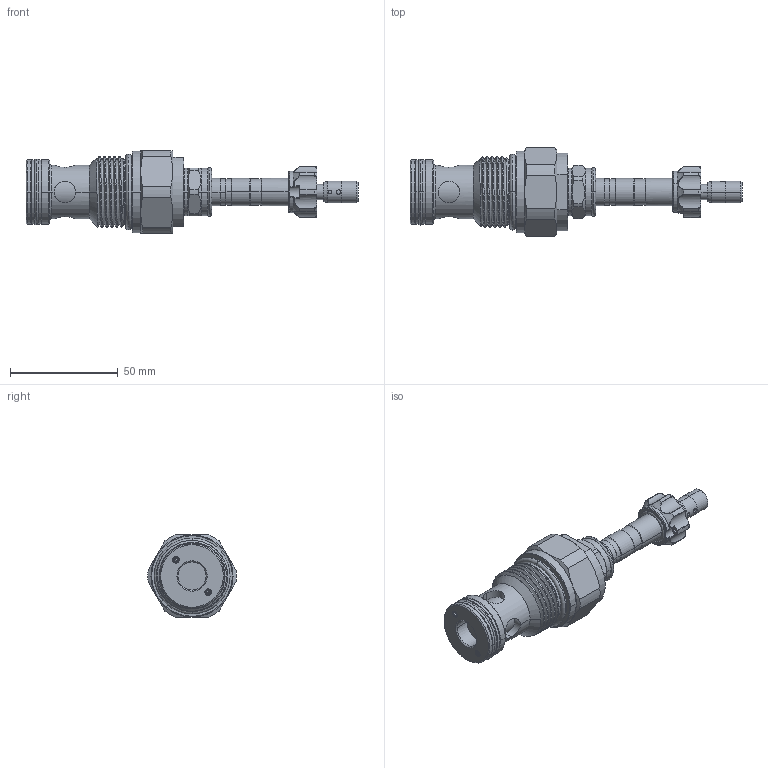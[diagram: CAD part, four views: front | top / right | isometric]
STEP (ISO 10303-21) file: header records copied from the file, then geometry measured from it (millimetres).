
FILE_DESCRIPTION (( 'STEP AP203' ), '1' );
FILE_NAME ('EP21E2A06T95.STEP', '2020-04-16T02:52:12', ( '' ), ( '' ), 'SwSTEP 2.0', 'SolidWorks 2018', '' );
FILE_SCHEMA (( 'CONFIG_CONTROL_DESIGN' ));
Length unit declared in the file: millimetre
Products named in the file (1): EP21E2A06T95
Bounding box: 153.75 x 41.08 x 38 mm (x, y, z)
Volume: 72564.4 mm3; surface area: 19439.9 mm2
Topology: 9 solids, 9 shells, 423 faces, 1002 edges, 612 vertices
Faces by surface type: cylinder 179, cone 86, plane 64, torus 51, bspline 39, sphere 4
Entity records: 18561 total; most frequent: CARTESIAN_POINT 9115, ORIENTED_EDGE 1976, DIRECTION 1956, EDGE_CURVE 988, AXIS2_PLACEMENT_3D 824, VERTEX_POINT 606, EDGE_LOOP 456, CIRCLE 439
